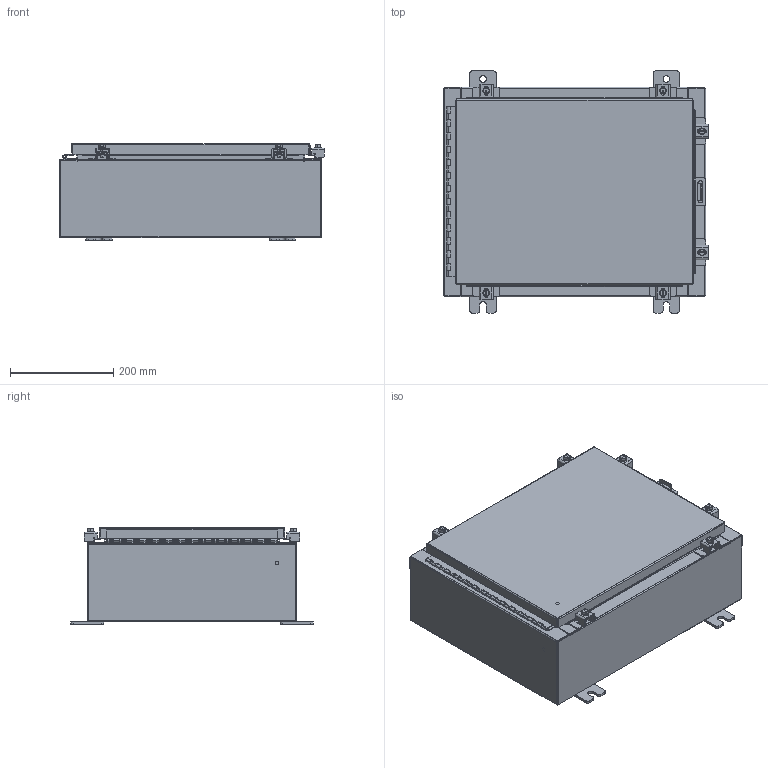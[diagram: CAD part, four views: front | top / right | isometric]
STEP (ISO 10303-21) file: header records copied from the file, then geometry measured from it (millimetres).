
FILE_DESCRIPTION (( 'STEP AP203' ), '1' );
FILE_NAME ('N16H2006SS6WP.STEP', '2013-08-07T20:47:54', ( 'changeme' ), ( 'Microsoft' ), 'SwSTEP 2.0', 'SolidWorks 2013', '' );
FILE_SCHEMA (( 'CONFIG_CONTROL_DESIGN' ));
Length unit declared in the file: inch
Products named in the file (20): N16H2006SS6WP Hinge Cover Side; N16H2006SS6WP Padlock Hasp; N16H2006SS6WP Clamp Bracket; N16H2006SS6WP Standard Clamps; N16H2006SS6WP Backpanel; N16H2006SS6WP 22104005_DEFAULT; N16H2006SS6WP Bottom; N16H2006SS6WP 22101002; N16H2006SS6WP Cover; N16H2006SS6WP Mounting Studs; N16H2006SS6WP Body; N16H2006SS6WP 125 Pin Hinge; Quarter-20 CD Stud; N16H2006SS6WP Clamp Assembly; N16H2006SS6WP Hinge Enclosure Side2; N16H2006SS6WP Mounting Feet; N16H2006SS6WP Padlock Staple; N16H2006SS6WP; N16H2006SS6WP Clamp Top; N16H2006SS6WP Top
Assembly tree (32 placements, depth 4):
  N16H2006SS6WP
    N16H2006SS6WP Backpanel
    N16H2006SS6WP Mounting Studs  x4
    N16H2006SS6WP 125 Pin Hinge
      N16H2006SS6WP Hinge Enclosure Side2
      N16H2006SS6WP Hinge Cover Side
    N16H2006SS6WP Mounting Feet  x4
    Quarter-20 CD Stud  x2
    N16H2006SS6WP Padlock Hasp
    N16H2006SS6WP Padlock Staple
    N16H2006SS6WP Standard Clamps  x6
      N16H2006SS6WP Clamp Bracket
      N16H2006SS6WP Clamp Assembly
        N16H2006SS6WP 22101002  x2
        N16H2006SS6WP 22104005_DEFAULT
        N16H2006SS6WP Clamp Top
    N16H2006SS6WP Cover
    N16H2006SS6WP Body
    N16H2006SS6WP Bottom
    N16H2006SS6WP Top
Bounding box: 513.35 x 469.9 x 187.67 mm (x, y, z)
Volume: 2001886 mm3; surface area: 1991707 mm2
Topology: 49 solids, 49 shells, 1527 faces, 3797 edges, 2394 vertices
Faces by surface type: plane 806, cylinder 613, torus 52, cone 48, bspline 8
Entity records: 26528 total; most frequent: CARTESIAN_POINT 4602, DIRECTION 4228, ORIENTED_EDGE 3960, EDGE_CURVE 1980, AXIS2_PLACEMENT_3D 1466, VECTOR 1296, LINE 1296, VERTEX_POINT 1218
